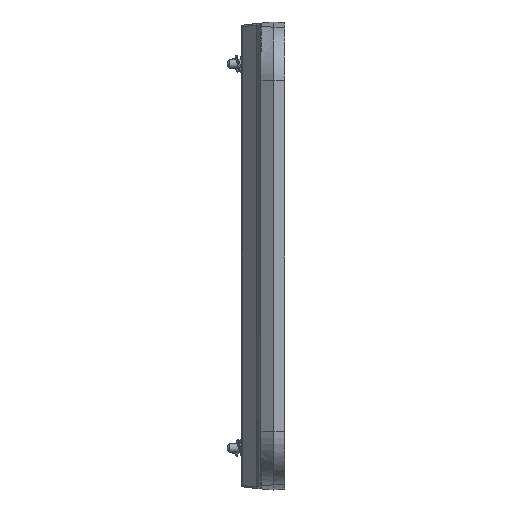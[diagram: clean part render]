
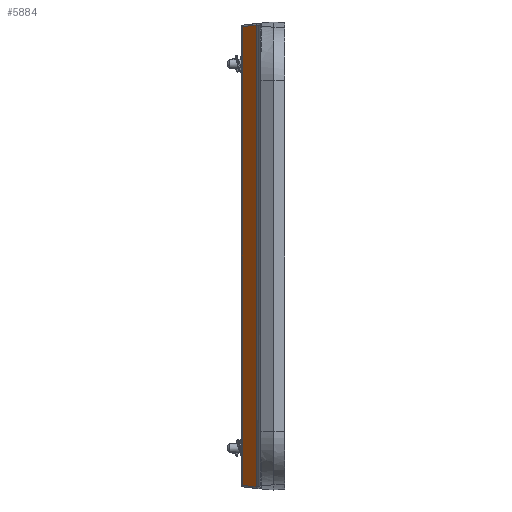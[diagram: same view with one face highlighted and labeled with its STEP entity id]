
A CAD part, left-side view. The second image highlights one B-rep face of the part: STEP entity #5884.
In plain terms, the highlighted planar face has unit normal (-0.643, 0.766, 0).
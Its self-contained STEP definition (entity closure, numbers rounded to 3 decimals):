
#217=B_SPLINE_CURVE_WITH_KNOTS('',3,(#11319,#11320,#11321,#11322),
 .UNSPECIFIED.,.F.,.F.,(4,4),(-0.157,-0.021),
 .UNSPECIFIED.);
#231=B_SPLINE_CURVE_WITH_KNOTS('',3,(#11602,#11603,#11604,#11605),
 .UNSPECIFIED.,.F.,.F.,(4,4),(-0.136,0.),
 .UNSPECIFIED.);
#370=PLANE('',#6582);
#704=FACE_OUTER_BOUND('',#1087,.T.);
#1087=EDGE_LOOP('',(#5078,#5079,#5080,#5081,#5082,#5083));
#1841=LINE('',#11213,#2234);
#1847=LINE('',#11247,#2240);
#1848=LINE('',#11611,#2241);
#1852=LINE('',#11630,#2245);
#2234=VECTOR('',#8107,10.);
#2240=VECTOR('',#8151,10.);
#2241=VECTOR('',#8166,10.);
#2245=VECTOR('',#8184,10.);
#2711=VERTEX_POINT('',#11210);
#2712=VERTEX_POINT('',#11212);
#2717=VERTEX_POINT('',#11246);
#2721=VERTEX_POINT('',#11316);
#2722=VERTEX_POINT('',#11318);
#2732=VERTEX_POINT('',#11572);
#3500=EDGE_CURVE('',#2711,#2712,#1841,.T.);
#3514=EDGE_CURVE('',#2712,#2717,#1847,.T.);
#3519=EDGE_CURVE('',#2721,#2722,#217,.T.);
#3538=EDGE_CURVE('',#2717,#2732,#231,.T.);
#3540=EDGE_CURVE('',#2722,#2711,#1848,.T.);
#3547=EDGE_CURVE('',#2732,#2721,#1852,.T.);
#5078=ORIENTED_EDGE('',*,*,#3500,.F.);
#5079=ORIENTED_EDGE('',*,*,#3540,.F.);
#5080=ORIENTED_EDGE('',*,*,#3519,.F.);
#5081=ORIENTED_EDGE('',*,*,#3547,.F.);
#5082=ORIENTED_EDGE('',*,*,#3538,.F.);
#5083=ORIENTED_EDGE('',*,*,#3514,.F.);
#5884=ADVANCED_FACE('',(#704),#370,.T.);
#6582=AXIS2_PLACEMENT_3D('',#11631,#8185,#8186);
#8107=DIRECTION('',(0.,0.,1.));
#8151=DIRECTION('',(-0.763,-0.641,0.083));
#8166=DIRECTION('',(0.763,0.641,0.083));
#8184=DIRECTION('',(0.,0.,-1.));
#8185=DIRECTION('center_axis',(-0.643,0.766,0.));
#8186=DIRECTION('ref_axis',(-0.766,-0.643,0.));
#11210=CARTESIAN_POINT('',(0.614,5.307,-41.774));
#11212=CARTESIAN_POINT('',(0.614,5.307,41.774));
#11213=CARTESIAN_POINT('',(0.614,5.307,0.));
#11246=CARTESIAN_POINT('',(-1.45,3.575,41.998));
#11247=CARTESIAN_POINT('',(0.16,4.926,41.823));
#11316=CARTESIAN_POINT('',(-2.491,2.702,-42.049));
#11318=CARTESIAN_POINT('',(-1.45,3.575,-41.998));
#11319=CARTESIAN_POINT('Ctrl Pts',(-2.491,2.702,-42.049));
#11320=CARTESIAN_POINT('Ctrl Pts',(-2.144,2.993,-42.035));
#11321=CARTESIAN_POINT('Ctrl Pts',(-1.797,3.284,-42.018));
#11322=CARTESIAN_POINT('Ctrl Pts',(-1.45,3.575,-41.998));
#11572=CARTESIAN_POINT('',(-2.491,2.702,42.049));
#11602=CARTESIAN_POINT('Ctrl Pts',(-1.45,3.575,41.998));
#11603=CARTESIAN_POINT('Ctrl Pts',(-1.797,3.284,42.018));
#11604=CARTESIAN_POINT('Ctrl Pts',(-2.144,2.993,42.035));
#11605=CARTESIAN_POINT('Ctrl Pts',(-2.491,2.702,42.049));
#11611=CARTESIAN_POINT('',(0.16,4.926,-41.823));
#11630=CARTESIAN_POINT('',(-2.491,2.702,0.));
#11631=CARTESIAN_POINT('Origin',(0.775,5.442,0.));
